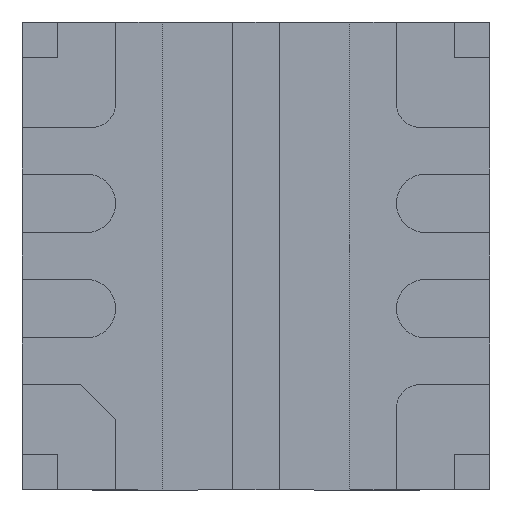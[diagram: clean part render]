
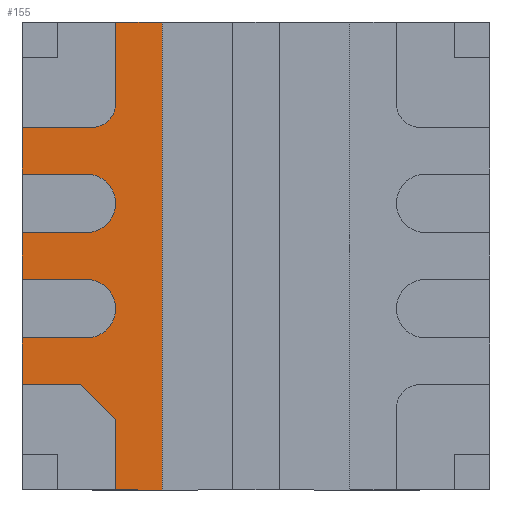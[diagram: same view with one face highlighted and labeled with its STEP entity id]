
A CAD part, front view. The second image highlights one B-rep face of the part: STEP entity #155.
In plain terms, the highlighted planar face has unit normal (0, -1, 0).
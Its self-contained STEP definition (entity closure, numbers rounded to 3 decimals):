
#37 = CARTESIAN_POINT ( 'NONE',  ( -1., 0.05, 1. ) ) ;
#155 = ADVANCED_FACE ( 'NONE', ( #1373 ), #1464, .T. ) ;
#239 = CARTESIAN_POINT ( 'NONE',  ( -1., 0.05, -0.55 ) ) ;
#265 = VERTEX_POINT ( 'NONE', #2588 ) ;
#294 = EDGE_CURVE ( 'NONE', #3985, #1839, #940, .T. ) ;
#339 = EDGE_CURVE ( 'NONE', #1452, #3654, #3979, .T. ) ;
#403 = CARTESIAN_POINT ( 'NONE',  ( -0.4, 0.05, 0. ) ) ;
#440 = CARTESIAN_POINT ( 'NONE',  ( -0.725, 0.05, 0.1 ) ) ;
#446 = ORIENTED_EDGE ( 'NONE', *, *, #3881, .T. ) ;
#462 = AXIS2_PLACEMENT_3D ( 'NONE', #2283, #2632, #715 ) ;
#479 = EDGE_CURVE ( 'NONE', #3022, #3814, #3051, .T. ) ;
#493 = VECTOR ( 'NONE', #3926, 1000. ) ;
#497 = CARTESIAN_POINT ( 'NONE',  ( -0.725, 0.05, -0.35 ) ) ;
#509 = DIRECTION ( 'NONE',  ( 0., 0., -1. ) ) ;
#524 = LINE ( 'NONE', #919, #3850 ) ;
#543 = EDGE_CURVE ( 'NONE', #3022, #973, #935, .T. ) ;
#603 = ORIENTED_EDGE ( 'NONE', *, *, #3373, .F. ) ;
#642 = CARTESIAN_POINT ( 'NONE',  ( -1., 0.05, -1. ) ) ;
#694 = EDGE_CURVE ( 'NONE', #3072, #3748, #4031, .T. ) ;
#697 = CARTESIAN_POINT ( 'NONE',  ( -0.725, 0.05, -0.1 ) ) ;
#699 = AXIS2_PLACEMENT_3D ( 'NONE', #2428, #3816, #3500 ) ;
#715 = DIRECTION ( 'NONE',  ( 0., 0., -1. ) ) ;
#749 = EDGE_CURVE ( 'NONE', #973, #1881, #2289, .T. ) ;
#763 = DIRECTION ( 'NONE',  ( 0., 0., 1. ) ) ;
#795 = DIRECTION ( 'NONE',  ( 0., 0., -1. ) ) ;
#804 = CARTESIAN_POINT ( 'NONE',  ( -1., 0.05, 0.35 ) ) ;
#887 = EDGE_CURVE ( 'NONE', #265, #3654, #2990, .T. ) ;
#917 = VERTEX_POINT ( 'NONE', #804 ) ;
#919 = CARTESIAN_POINT ( 'NONE',  ( 0., 0.05, -0.35 ) ) ;
#935 = LINE ( 'NONE', #3293, #493 ) ;
#940 = LINE ( 'NONE', #1919, #1556 ) ;
#973 = VERTEX_POINT ( 'NONE', #697 ) ;
#1042 = EDGE_LOOP ( 'NONE', ( #1167, #1900, #4145, #1411, #3480, #4162, #3767, #4023, #603, #2674, #3548, #2411, #2797, #3927, #2603, #4123, #1915, #446 ) ) ;
#1077 = VERTEX_POINT ( 'NONE', #2689 ) ;
#1157 = CARTESIAN_POINT ( 'NONE',  ( -1., 0.05, 0.1 ) ) ;
#1163 = DIRECTION ( 'NONE',  ( 0., 1., 0. ) ) ;
#1167 = ORIENTED_EDGE ( 'NONE', *, *, #2334, .T. ) ;
#1186 = CARTESIAN_POINT ( 'NONE',  ( 0., 0.05, -0.55 ) ) ;
#1224 = LINE ( 'NONE', #3260, #2272 ) ;
#1278 = DIRECTION ( 'NONE',  ( 0.707, 0., -0.707 ) ) ;
#1330 = DIRECTION ( 'NONE',  ( -1., 0., 0. ) ) ;
#1368 = LINE ( 'NONE', #1186, #2061 ) ;
#1373 = FACE_OUTER_BOUND ( 'NONE', #1042, .T. ) ;
#1411 = ORIENTED_EDGE ( 'NONE', *, *, #3120, .T. ) ;
#1431 = VECTOR ( 'NONE', #2257, 1000. ) ;
#1452 = VERTEX_POINT ( 'NONE', #2841 ) ;
#1464 = PLANE ( 'NONE',  #699 ) ;
#1513 = DIRECTION ( 'NONE',  ( 1., 0., 0. ) ) ;
#1539 = LINE ( 'NONE', #2695, #1846 ) ;
#1556 = VECTOR ( 'NONE', #4170, 1000. ) ;
#1587 = CARTESIAN_POINT ( 'NONE',  ( -0.6, 0.05, 0.65 ) ) ;
#1667 = CARTESIAN_POINT ( 'NONE',  ( -1., 0.05, -0.1 ) ) ;
#1688 = CIRCLE ( 'NONE', #3550, 0.1 ) ;
#1694 = CARTESIAN_POINT ( 'NONE',  ( -1., 0.05, 1. ) ) ;
#1749 = VECTOR ( 'NONE', #2996, 1000. ) ;
#1764 = DIRECTION ( 'NONE',  ( 0., 0., -1. ) ) ;
#1767 = DIRECTION ( 'NONE',  ( 1., 0., 0. ) ) ;
#1799 = LINE ( 'NONE', #3367, #1749 ) ;
#1839 = VERTEX_POINT ( 'NONE', #2965 ) ;
#1846 = VECTOR ( 'NONE', #1767, 1000. ) ;
#1881 = VERTEX_POINT ( 'NONE', #497 ) ;
#1900 = ORIENTED_EDGE ( 'NONE', *, *, #887, .T. ) ;
#1902 = EDGE_CURVE ( 'NONE', #3748, #3814, #1799, .T. ) ;
#1907 = DIRECTION ( 'NONE',  ( 0., 0., -1. ) ) ;
#1912 = CARTESIAN_POINT ( 'NONE',  ( -0.4, 0.05, 1. ) ) ;
#1915 = ORIENTED_EDGE ( 'NONE', *, *, #294, .F. ) ;
#1919 = CARTESIAN_POINT ( 'NONE',  ( -1., 0.05, 1. ) ) ;
#1924 = VECTOR ( 'NONE', #3975, 1000. ) ;
#2007 = DIRECTION ( 'NONE',  ( 0., 1., 0. ) ) ;
#2014 = EDGE_CURVE ( 'NONE', #2099, #2121, #1224, .T. ) ;
#2024 = DIRECTION ( 'NONE',  ( -1., 0., 0. ) ) ;
#2061 = VECTOR ( 'NONE', #1513, 1000. ) ;
#2064 = CARTESIAN_POINT ( 'NONE',  ( -1., 0.05, 0.55 ) ) ;
#2099 = VERTEX_POINT ( 'NONE', #3013 ) ;
#2121 = VERTEX_POINT ( 'NONE', #2064 ) ;
#2123 = LINE ( 'NONE', #2269, #2221 ) ;
#2143 = EDGE_CURVE ( 'NONE', #917, #3072, #1539, .T. ) ;
#2180 = DIRECTION ( 'NONE',  ( -1., 0., 0. ) ) ;
#2194 = VECTOR ( 'NONE', #763, 1000. ) ;
#2221 = VECTOR ( 'NONE', #1907, 1000. ) ;
#2257 = DIRECTION ( 'NONE',  ( 1., 0., 0. ) ) ;
#2269 = CARTESIAN_POINT ( 'NONE',  ( -0.6, 0.05, 0. ) ) ;
#2272 = VECTOR ( 'NONE', #2024, 1000. ) ;
#2280 = EDGE_CURVE ( 'NONE', #2859, #2502, #2123, .T. ) ;
#2283 = CARTESIAN_POINT ( 'NONE',  ( -0.725, 0.05, 0.225 ) ) ;
#2289 = CIRCLE ( 'NONE', #3043, 0.125 ) ;
#2313 = LINE ( 'NONE', #3813, #2370 ) ;
#2334 = EDGE_CURVE ( 'NONE', #1077, #265, #3898, .T. ) ;
#2339 = EDGE_CURVE ( 'NONE', #2859, #2839, #2673, .T. ) ;
#2370 = VECTOR ( 'NONE', #2465, 1000. ) ;
#2388 = CARTESIAN_POINT ( 'NONE',  ( -0.725, 0.05, -0.225 ) ) ;
#2411 = ORIENTED_EDGE ( 'NONE', *, *, #1902, .T. ) ;
#2428 = CARTESIAN_POINT ( 'NONE',  ( 0., 0.05, 0. ) ) ;
#2465 = DIRECTION ( 'NONE',  ( 0., 0., 1. ) ) ;
#2502 = VERTEX_POINT ( 'NONE', #1587 ) ;
#2548 = VECTOR ( 'NONE', #1330, 1000. ) ;
#2571 = CARTESIAN_POINT ( 'NONE',  ( -0.65, 0.05, -0.65 ) ) ;
#2588 = CARTESIAN_POINT ( 'NONE',  ( -0.6, 0.05, -0.7 ) ) ;
#2603 = ORIENTED_EDGE ( 'NONE', *, *, #749, .T. ) ;
#2632 = DIRECTION ( 'NONE',  ( 0., 1., 0. ) ) ;
#2673 = LINE ( 'NONE', #37, #1431 ) ;
#2674 = ORIENTED_EDGE ( 'NONE', *, *, #2143, .T. ) ;
#2689 = CARTESIAN_POINT ( 'NONE',  ( -0.75, 0.05, -0.55 ) ) ;
#2695 = CARTESIAN_POINT ( 'NONE',  ( 0., 0.05, 0.35 ) ) ;
#2755 = CARTESIAN_POINT ( 'NONE',  ( -0.7, 0.05, 0.65 ) ) ;
#2797 = ORIENTED_EDGE ( 'NONE', *, *, #479, .F. ) ;
#2839 = VERTEX_POINT ( 'NONE', #1912 ) ;
#2841 = CARTESIAN_POINT ( 'NONE',  ( -0.4, 0.05, -1. ) ) ;
#2850 = CARTESIAN_POINT ( 'NONE',  ( -0.6, 0.05, 1. ) ) ;
#2859 = VERTEX_POINT ( 'NONE', #2850 ) ;
#2862 = EDGE_CURVE ( 'NONE', #1881, #1839, #524, .T. ) ;
#2933 = VECTOR ( 'NONE', #509, 1000. ) ;
#2965 = CARTESIAN_POINT ( 'NONE',  ( -1., 0.05, -0.35 ) ) ;
#2990 = LINE ( 'NONE', #4078, #2933 ) ;
#2996 = DIRECTION ( 'NONE',  ( -1., 0., 0. ) ) ;
#3013 = CARTESIAN_POINT ( 'NONE',  ( -0.7, 0.05, 0.55 ) ) ;
#3022 = VERTEX_POINT ( 'NONE', #1667 ) ;
#3043 = AXIS2_PLACEMENT_3D ( 'NONE', #2388, #2007, #1764 ) ;
#3051 = LINE ( 'NONE', #1694, #2194 ) ;
#3072 = VERTEX_POINT ( 'NONE', #3671 ) ;
#3120 = EDGE_CURVE ( 'NONE', #1452, #2839, #3336, .T. ) ;
#3167 = EDGE_CURVE ( 'NONE', #2502, #2099, #1688, .T. ) ;
#3260 = CARTESIAN_POINT ( 'NONE',  ( 0., 0.05, 0.55 ) ) ;
#3293 = CARTESIAN_POINT ( 'NONE',  ( 0., 0.05, -0.1 ) ) ;
#3336 = LINE ( 'NONE', #403, #1924 ) ;
#3367 = CARTESIAN_POINT ( 'NONE',  ( 0., 0.05, 0.1 ) ) ;
#3373 = EDGE_CURVE ( 'NONE', #917, #2121, #2313, .T. ) ;
#3396 = VECTOR ( 'NONE', #1278, 1000. ) ;
#3480 = ORIENTED_EDGE ( 'NONE', *, *, #2339, .F. ) ;
#3500 = DIRECTION ( 'NONE',  ( 0., 0., -1. ) ) ;
#3548 = ORIENTED_EDGE ( 'NONE', *, *, #694, .T. ) ;
#3550 = AXIS2_PLACEMENT_3D ( 'NONE', #2755, #1163, #795 ) ;
#3591 = CARTESIAN_POINT ( 'NONE',  ( -0.6, 0.05, -1. ) ) ;
#3654 = VERTEX_POINT ( 'NONE', #3591 ) ;
#3671 = CARTESIAN_POINT ( 'NONE',  ( -0.725, 0.05, 0.35 ) ) ;
#3748 = VERTEX_POINT ( 'NONE', #440 ) ;
#3767 = ORIENTED_EDGE ( 'NONE', *, *, #3167, .T. ) ;
#3813 = CARTESIAN_POINT ( 'NONE',  ( -1., 0.05, 1. ) ) ;
#3814 = VERTEX_POINT ( 'NONE', #1157 ) ;
#3816 = DIRECTION ( 'NONE',  ( 0., -1., 0. ) ) ;
#3850 = VECTOR ( 'NONE', #2180, 1000. ) ;
#3881 = EDGE_CURVE ( 'NONE', #3985, #1077, #1368, .T. ) ;
#3898 = LINE ( 'NONE', #2571, #3396 ) ;
#3926 = DIRECTION ( 'NONE',  ( 1., 0., 0. ) ) ;
#3927 = ORIENTED_EDGE ( 'NONE', *, *, #543, .T. ) ;
#3975 = DIRECTION ( 'NONE',  ( 0., 0., 1. ) ) ;
#3979 = LINE ( 'NONE', #642, #2548 ) ;
#3985 = VERTEX_POINT ( 'NONE', #239 ) ;
#4023 = ORIENTED_EDGE ( 'NONE', *, *, #2014, .T. ) ;
#4031 = CIRCLE ( 'NONE', #462, 0.125 ) ;
#4078 = CARTESIAN_POINT ( 'NONE',  ( -0.6, 0.05, 0. ) ) ;
#4123 = ORIENTED_EDGE ( 'NONE', *, *, #2862, .T. ) ;
#4145 = ORIENTED_EDGE ( 'NONE', *, *, #339, .F. ) ;
#4162 = ORIENTED_EDGE ( 'NONE', *, *, #2280, .T. ) ;
#4170 = DIRECTION ( 'NONE',  ( 0., 0., 1. ) ) ;
